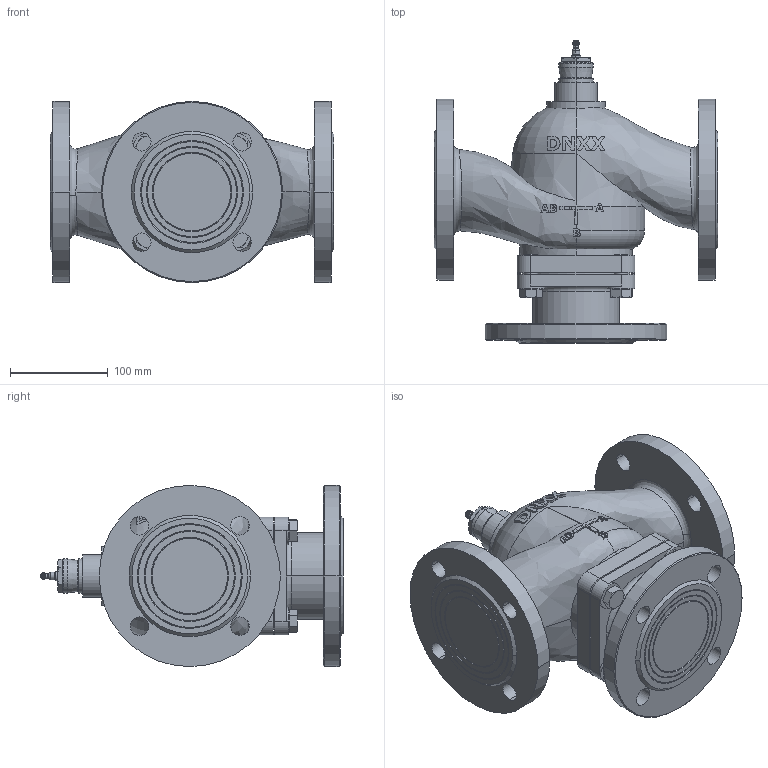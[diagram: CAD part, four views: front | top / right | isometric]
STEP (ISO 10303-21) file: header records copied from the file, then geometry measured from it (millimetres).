
FILE_DESCRIPTION (( 'STEP AP214' ), '1' );
FILE_NAME ('三通法兰阀(DN65)BL.STEP', '2022-04-19T09:08:37', ( '' ), ( '' ), 'SwSTEP 2.0', 'SolidWorks 2014', '' );
FILE_SCHEMA (( 'AUTOMOTIVE_DESIGN' ));
Length unit declared in the file: millimetre
Products named in the file (1): 三通法兰阀(DN65)BL
Bounding box: 290 x 308.5 x 185 mm (x, y, z)
Volume: 5071616.8 mm3; surface area: 340834.4 mm2
Topology: 1 solids, 1 shells, 545 faces, 1354 edges, 864 vertices
Faces by surface type: plane 225, cylinder 112, cone 108, bspline 70, torus 28, sphere 2
Entity records: 33823 total; most frequent: CARTESIAN_POINT 15381, ORIENTED_EDGE 2708, DIRECTION 2391, EDGE_CURVE 1354, AXIS2_PLACEMENT_3D 962, VERTEX_POINT 864, EDGE_LOOP 630, UNCERTAINTY_MEASURE_WITH_UNIT 548
